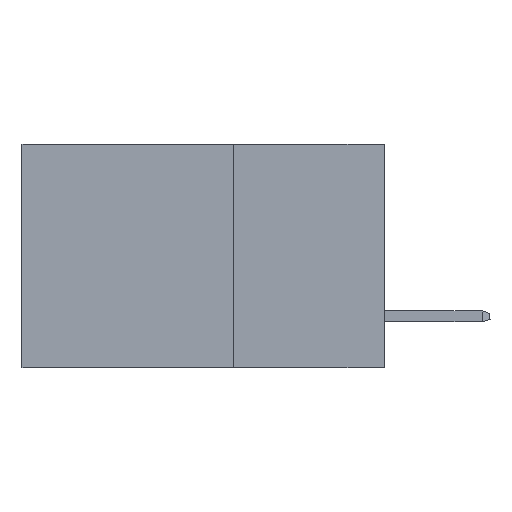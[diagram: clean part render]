
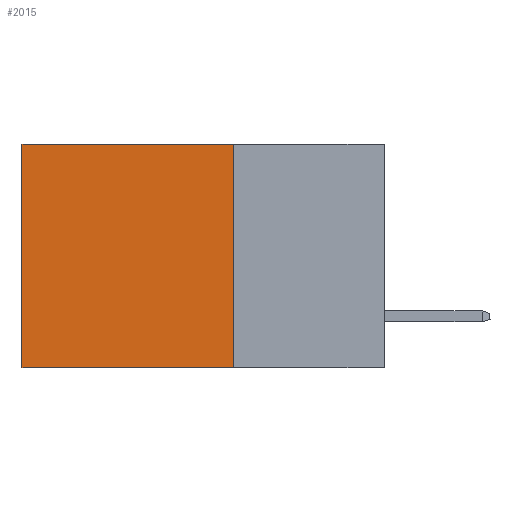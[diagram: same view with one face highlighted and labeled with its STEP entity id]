
A CAD part, left-side view. The second image highlights one B-rep face of the part: STEP entity #2015.
In plain terms, the highlighted planar face has unit normal (-1, 0, 0).
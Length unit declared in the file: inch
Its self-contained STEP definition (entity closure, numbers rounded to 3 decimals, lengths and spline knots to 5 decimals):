
#1515 = LINE ( 'NONE', #4211, #11925 ) ;
#1649 = AXIS2_PLACEMENT_3D ( 'NONE', #6650, #11309, #13851 ) ;
#2015 = ADVANCED_FACE ( 'NONE', ( #13474 ), #10182, .F. ) ;
#2870 = EDGE_LOOP ( 'NONE', ( #14691, #11448, #3787, #12989 ) ) ;
#3787 = ORIENTED_EDGE ( 'NONE', *, *, #4380, .F. ) ;
#4211 = CARTESIAN_POINT ( 'NONE',  ( 0.298, 0.6, 0. ) ) ;
#4329 = VECTOR ( 'NONE', #13789, 39.37008 ) ;
#4380 = EDGE_CURVE ( 'NONE', #10484, #6665, #7811, .T. ) ;
#4430 = VECTOR ( 'NONE', #9300, 39.37008 ) ;
#4518 = VERTEX_POINT ( 'NONE', #7817 ) ;
#4810 = LINE ( 'NONE', #12935, #4430 ) ;
#6650 = CARTESIAN_POINT ( 'NONE',  ( 0.298, 0.25, 0. ) ) ;
#6665 = VERTEX_POINT ( 'NONE', #7186 ) ;
#7186 = CARTESIAN_POINT ( 'NONE',  ( 0.298, 0.25, -0.37 ) ) ;
#7540 = EDGE_CURVE ( 'NONE', #6665, #9942, #15695, .T. ) ;
#7602 = CARTESIAN_POINT ( 'NONE',  ( 0.298, 0.25, 0. ) ) ;
#7811 = LINE ( 'NONE', #7602, #4329 ) ;
#7817 = CARTESIAN_POINT ( 'NONE',  ( 0.298, 0.6, 0. ) ) ;
#8772 = VECTOR ( 'NONE', #11835, 39.37008 ) ;
#9300 = DIRECTION ( 'NONE',  ( 0., 1., 0. ) ) ;
#9942 = VERTEX_POINT ( 'NONE', #13528 ) ;
#10182 = PLANE ( 'NONE',  #1649 ) ;
#10484 = VERTEX_POINT ( 'NONE', #10527 ) ;
#10527 = CARTESIAN_POINT ( 'NONE',  ( 0.298, 0.25, 0. ) ) ;
#11309 = DIRECTION ( 'NONE',  ( 1., 0., 0. ) ) ;
#11448 = ORIENTED_EDGE ( 'NONE', *, *, #7540, .F. ) ;
#11835 = DIRECTION ( 'NONE',  ( 0., 1., 0. ) ) ;
#11925 = VECTOR ( 'NONE', #13101, 39.37008 ) ;
#12935 = CARTESIAN_POINT ( 'NONE',  ( 0.298, 0.25, 0. ) ) ;
#12965 = CARTESIAN_POINT ( 'NONE',  ( 0.298, 0.25, -0.37 ) ) ;
#12989 = ORIENTED_EDGE ( 'NONE', *, *, #15727, .T. ) ;
#13101 = DIRECTION ( 'NONE',  ( 0., 0., -1. ) ) ;
#13474 = FACE_OUTER_BOUND ( 'NONE', #2870, .T. ) ;
#13528 = CARTESIAN_POINT ( 'NONE',  ( 0.298, 0.6, -0.37 ) ) ;
#13789 = DIRECTION ( 'NONE',  ( 0., 0., -1. ) ) ;
#13851 = DIRECTION ( 'NONE',  ( 0., 0., -1. ) ) ;
#14691 = ORIENTED_EDGE ( 'NONE', *, *, #14844, .T. ) ;
#14844 = EDGE_CURVE ( 'NONE', #4518, #9942, #1515, .T. ) ;
#15695 = LINE ( 'NONE', #12965, #8772 ) ;
#15727 = EDGE_CURVE ( 'NONE', #10484, #4518, #4810, .T. ) ;
